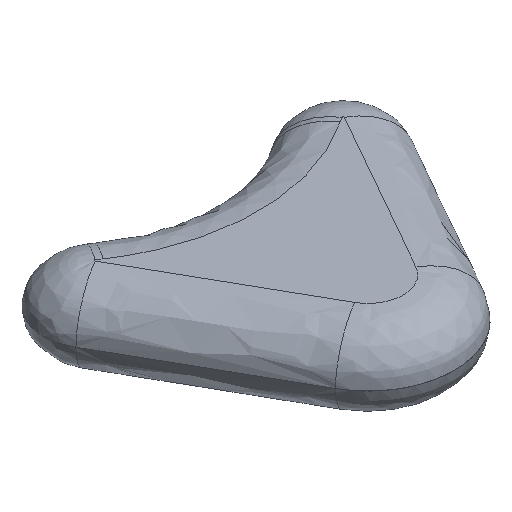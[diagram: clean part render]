
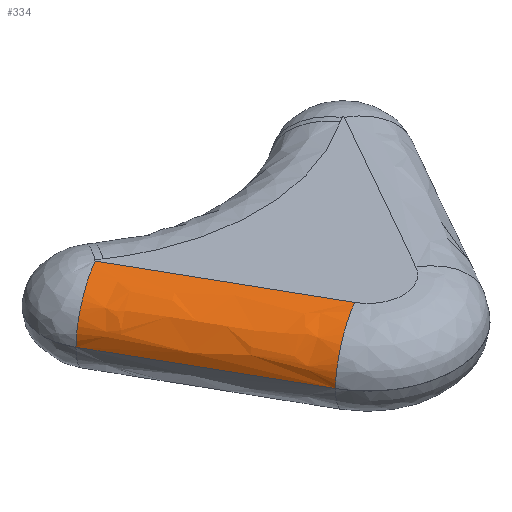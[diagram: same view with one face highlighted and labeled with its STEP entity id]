
A CAD part, isometric view. The second image highlights one B-rep face of the part: STEP entity #334.
In plain terms, the highlighted free-form (B-spline) face has degree [2, 3] with [3, 4] control points.
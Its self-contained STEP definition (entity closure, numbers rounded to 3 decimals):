
#141 = ORIENTED_EDGE ( 'NONE', *, *, #369, .F. ) ;
#158 = CARTESIAN_POINT ( 'NONE',  ( 68.46, 16.007, 78. ) ) ;
#165 = CARTESIAN_POINT ( 'NONE',  ( 85.004, -13.14, 78. ) ) ;
#172 = CARTESIAN_POINT ( 'NONE',  ( 73.975, 6.291, 78. ) ) ;
#208 = EDGE_LOOP ( 'NONE', ( #141, #363, #1081, #956 ) ) ;
#221 = CARTESIAN_POINT ( 'NONE',  ( 60.633, 11.564, 71. ) ) ;
#272 = CARTESIAN_POINT ( 'NONE',  ( 79.49, -3.424, 78. ) ) ;
#330 = CARTESIAN_POINT ( 'NONE',  ( 66.148, 1.849, 71. ) ) ;
#334 = ADVANCED_FACE ( 'NONE', ( #1298 ), #1450, .T. ) ;
#363 = ORIENTED_EDGE ( 'NONE', *, *, #1372, .T. ) ;
#369 = EDGE_CURVE ( 'NONE', #677, #441, #696, .T. ) ;
#376 = CARTESIAN_POINT ( 'NONE',  ( 60.633, 11.564, 71. ) ) ;
#384 = CARTESIAN_POINT ( 'NONE',  ( 77.177, -17.583, 71. ) ) ;
#398 = VERTEX_POINT ( 'NONE', #1158 ) ;
#406 = EDGE_CURVE ( 'NONE', #1194, #398, #648, .T. ) ;
#441 = VERTEX_POINT ( 'NONE', #479 ) ;
#452 = CARTESIAN_POINT ( 'NONE',  ( 79.49, -3.424, 78. ) ) ;
#479 = CARTESIAN_POINT ( 'NONE',  ( 68.46, 16.007, 78. ) ) ;
#482 = CARTESIAN_POINT ( 'NONE',  ( 66.148, 1.849, 78. ) ) ;
#493 = CARTESIAN_POINT ( 'NONE',  ( 68.46, 16.007, 78. ) ) ;
#574 = EDGE_CURVE ( 'NONE', #441, #1194, #1015, .T. ) ;
#597 = CARTESIAN_POINT ( 'NONE',  ( 60.633, 11.564, 71. ) ) ;
#648 =( BOUNDED_CURVE ( )  B_SPLINE_CURVE ( 2, ( #1385, #924, #384 ),
 .UNSPECIFIED., .F., .F. ) 
 B_SPLINE_CURVE_WITH_KNOTS ( ( 3, 3 ),
 ( 0., 1. ),
 .UNSPECIFIED. ) 
 CURVE ( )  GEOMETRIC_REPRESENTATION_ITEM ( )  RATIONAL_B_SPLINE_CURVE ( ( 1., 0.707, 1. ) ) 
 REPRESENTATION_ITEM ( '' )  );
#677 = VERTEX_POINT ( 'NONE', #685 ) ;
#685 = CARTESIAN_POINT ( 'NONE',  ( 60.633, 11.564, 71. ) ) ;
#696 =( BOUNDED_CURVE ( )  B_SPLINE_CURVE ( 2, ( #376, #1396, #158 ),
 .UNSPECIFIED., .F., .F. ) 
 B_SPLINE_CURVE_WITH_KNOTS ( ( 3, 3 ),
 ( 0., 1. ),
 .UNSPECIFIED. ) 
 CURVE ( )  GEOMETRIC_REPRESENTATION_ITEM ( )  RATIONAL_B_SPLINE_CURVE ( ( 1., 0.707, 1. ) ) 
 REPRESENTATION_ITEM ( '' )  );
#708 = B_SPLINE_CURVE_WITH_KNOTS ( 'NONE', 3,
 ( #221, #330, #1121, #1338 ),
 .UNSPECIFIED., .F., .F.,
 ( 4, 4 ),
 ( 0., 1. ),
 .UNSPECIFIED. ) ;
#890 = CARTESIAN_POINT ( 'NONE',  ( 68.46, 16.007, 78. ) ) ;
#918 = CARTESIAN_POINT ( 'NONE',  ( 71.662, -7.867, 71. ) ) ;
#924 = CARTESIAN_POINT ( 'NONE',  ( 77.177, -17.583, 78. ) ) ;
#927 = CARTESIAN_POINT ( 'NONE',  ( 71.662, -7.867, 78. ) ) ;
#956 = ORIENTED_EDGE ( 'NONE', *, *, #574, .F. ) ;
#1015 = B_SPLINE_CURVE_WITH_KNOTS ( 'NONE', 3,
 ( #890, #1120, #452, #1454 ),
 .UNSPECIFIED., .F., .F.,
 ( 4, 4 ),
 ( 0., 1. ),
 .UNSPECIFIED. ) ;
#1039 = CARTESIAN_POINT ( 'NONE',  ( 66.148, 1.849, 71. ) ) ;
#1052 = CARTESIAN_POINT ( 'NONE',  ( 77.177, -17.583, 71. ) ) ;
#1081 = ORIENTED_EDGE ( 'NONE', *, *, #406, .F. ) ;
#1120 = CARTESIAN_POINT ( 'NONE',  ( 73.975, 6.291, 78. ) ) ;
#1121 = CARTESIAN_POINT ( 'NONE',  ( 71.662, -7.867, 71. ) ) ;
#1151 = CARTESIAN_POINT ( 'NONE',  ( 60.633, 11.564, 78. ) ) ;
#1158 = CARTESIAN_POINT ( 'NONE',  ( 77.177, -17.583, 71. ) ) ;
#1194 = VERTEX_POINT ( 'NONE', #165 ) ;
#1276 = CARTESIAN_POINT ( 'NONE',  ( 85.004, -13.14, 78. ) ) ;
#1298 = FACE_OUTER_BOUND ( 'NONE', #208, .T. ) ;
#1338 = CARTESIAN_POINT ( 'NONE',  ( 77.177, -17.583, 71. ) ) ;
#1372 = EDGE_CURVE ( 'NONE', #677, #398, #708, .T. ) ;
#1385 = CARTESIAN_POINT ( 'NONE',  ( 85.004, -13.14, 78. ) ) ;
#1393 = CARTESIAN_POINT ( 'NONE',  ( 77.177, -17.583, 78. ) ) ;
#1396 = CARTESIAN_POINT ( 'NONE',  ( 60.633, 11.564, 78. ) ) ;
#1450 =( BOUNDED_SURFACE ( )  B_SPLINE_SURFACE ( 2, 3, ( 
 ( #1052, #918, #1039, #597 ),
 ( #1393, #927, #482, #1151 ),
 ( #1276, #272, #172, #493 ) ),
 .UNSPECIFIED., .F., .F., .T. ) 
 B_SPLINE_SURFACE_WITH_KNOTS ( ( 3, 3 ),
 ( 4, 4 ),
 ( 0., 1. ),
 ( -0.034, 0. ),
 .UNSPECIFIED. ) 
 GEOMETRIC_REPRESENTATION_ITEM ( )  RATIONAL_B_SPLINE_SURFACE ( (
 ( 1., 1., 1., 1.),
 ( 0.707, 0.707, 0.707, 0.707),
 ( 1., 1., 1., 1.) ) ) 
 REPRESENTATION_ITEM ( '' )  SURFACE ( )  );
#1454 = CARTESIAN_POINT ( 'NONE',  ( 85.004, -13.14, 78. ) ) ;
